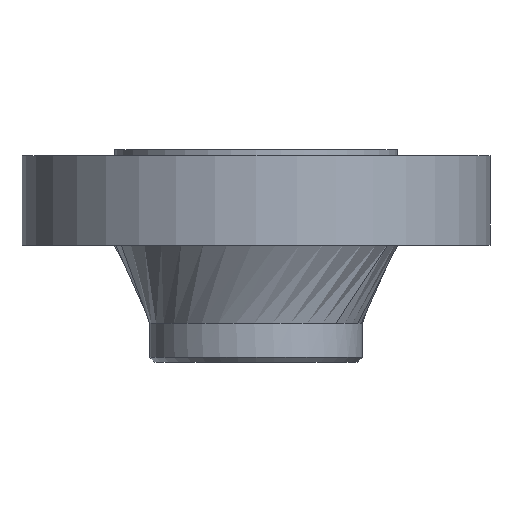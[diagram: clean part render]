
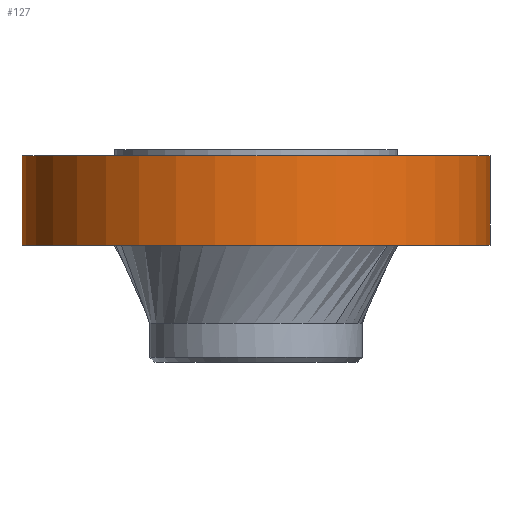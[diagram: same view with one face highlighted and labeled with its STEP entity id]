
A CAD part, front view. The second image highlights one B-rep face of the part: STEP entity #127.
In plain terms, the highlighted cylindrical face has radius 241.3 mm (diameter 482.6 mm), a partial arc.
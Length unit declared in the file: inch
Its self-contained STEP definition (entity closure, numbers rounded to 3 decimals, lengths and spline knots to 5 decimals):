
#12 = DIRECTION ( 'NONE',  ( 1., 0., 0. ) ) ;
#38 = CARTESIAN_POINT ( 'NONE',  ( -9.5, 0., 0. ) ) ;
#39 = EDGE_CURVE ( 'NONE', #212, #1365, #1392, .T. ) ;
#49 = AXIS2_PLACEMENT_3D ( 'NONE', #1248, #1123, #364 ) ;
#119 = CARTESIAN_POINT ( 'NONE',  ( 9.5, 0., -30.49006 ) ) ;
#127 = ADVANCED_FACE ( 'NONE', ( #651 ), #136, .T. ) ;
#136 = CYLINDRICAL_SURFACE ( 'NONE', #1224, 9.5 ) ;
#143 = DIRECTION ( 'NONE',  ( 0., 0., 1. ) ) ;
#174 = EDGE_CURVE ( 'NONE', #491, #1365, #557, .T. ) ;
#212 = VERTEX_POINT ( 'NONE', #470 ) ;
#239 = CARTESIAN_POINT ( 'NONE',  ( -9.5, 0., -30.49006 ) ) ;
#319 = AXIS2_PLACEMENT_3D ( 'NONE', #888, #786, #12 ) ;
#322 = ORIENTED_EDGE ( 'NONE', *, *, #174, .F. ) ;
#352 = DIRECTION ( 'NONE',  ( 1., 0., 0. ) ) ;
#364 = DIRECTION ( 'NONE',  ( 1., 0., 0. ) ) ;
#418 = ORIENTED_EDGE ( 'NONE', *, *, #39, .T. ) ;
#438 = VECTOR ( 'NONE', #143, 39.37008 ) ;
#452 = CIRCLE ( 'NONE', #49, 9.5 ) ;
#456 = CARTESIAN_POINT ( 'NONE',  ( -9.5, 0., -3.62 ) ) ;
#470 = CARTESIAN_POINT ( 'NONE',  ( 9.5, 0., -3.62 ) ) ;
#491 = VERTEX_POINT ( 'NONE', #38 ) ;
#522 = EDGE_LOOP ( 'NONE', ( #728, #692, #418, #322 ) ) ;
#534 = EDGE_CURVE ( 'NONE', #212, #980, #452, .T. ) ;
#557 = CIRCLE ( 'NONE', #319, 9.5 ) ;
#606 = VECTOR ( 'NONE', #1082, 39.37008 ) ;
#651 = FACE_OUTER_BOUND ( 'NONE', #522, .T. ) ;
#692 = ORIENTED_EDGE ( 'NONE', *, *, #534, .F. ) ;
#728 = ORIENTED_EDGE ( 'NONE', *, *, #972, .F. ) ;
#761 = CARTESIAN_POINT ( 'NONE',  ( 0., 0., -30.49006 ) ) ;
#771 = LINE ( 'NONE', #239, #438 ) ;
#778 = DIRECTION ( 'NONE',  ( 0., 0., 1. ) ) ;
#786 = DIRECTION ( 'NONE',  ( 0., 0., 1. ) ) ;
#888 = CARTESIAN_POINT ( 'NONE',  ( 0., 0., 0. ) ) ;
#972 = EDGE_CURVE ( 'NONE', #980, #491, #771, .T. ) ;
#980 = VERTEX_POINT ( 'NONE', #456 ) ;
#1082 = DIRECTION ( 'NONE',  ( 0., 0., 1. ) ) ;
#1123 = DIRECTION ( 'NONE',  ( 0., 0., -1. ) ) ;
#1192 = CARTESIAN_POINT ( 'NONE',  ( 9.5, 0., 0. ) ) ;
#1224 = AXIS2_PLACEMENT_3D ( 'NONE', #761, #778, #352 ) ;
#1248 = CARTESIAN_POINT ( 'NONE',  ( 0., 0., -3.62 ) ) ;
#1365 = VERTEX_POINT ( 'NONE', #1192 ) ;
#1392 = LINE ( 'NONE', #119, #606 ) ;
